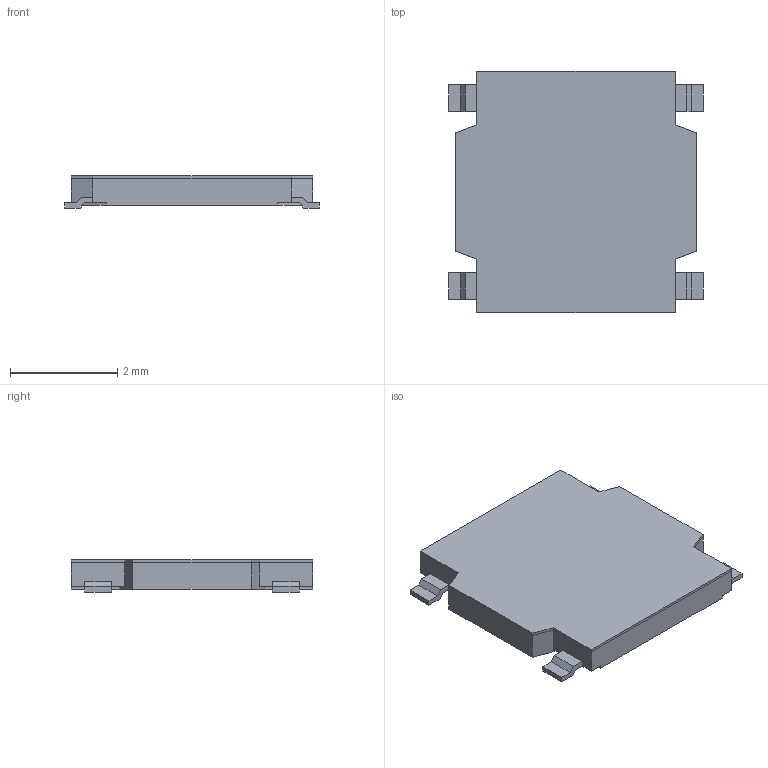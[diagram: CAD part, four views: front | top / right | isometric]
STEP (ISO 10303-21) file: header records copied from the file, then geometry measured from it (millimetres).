
FILE_DESCRIPTION( ( '' ), ' ' );
FILE_NAME( '5a3c73d8dd05530c0c872f92.step', '2017-12-22T02:54:16', ( '' ), ( '' ), ' ', ' ', ' ' );
FILE_SCHEMA( ( 'AUTOMOTIVE_DESIGN { 1 0 10303 214 1 1 1 1 }' ) );
Length unit declared in the file: metre
Products named in the file (5): Open CASCADE STEP translator 6.8 5; Open CASCADE STEP translator 6.8 4; Open CASCADE STEP translator 6.8 3; Open CASCADE STEP translator 6.8 2
Bounding box: 4.75 x 4.5 x 0.6 mm (x, y, z)
Volume: 8.4 mm3; surface area: 135.4 mm2
Topology: 5 solids, 5 shells, 147 faces, 394 edges, 262 vertices
Faces by surface type: plane 119, cylinder 25, sphere 2, cone 1
Full cylindrical faces by diameter (mm): 1.5 x1
Entity records: 7730 total; most frequent: CARTESIAN_POINT 806, ORIENTED_EDGE 784, DIRECTION 752, STYLED_ITEM 539, PRESENTATION_STYLE_ASSIGNMENT 539, COLOUR_RGB 539, EDGE_CURVE 392, CURVE_STYLE 392
